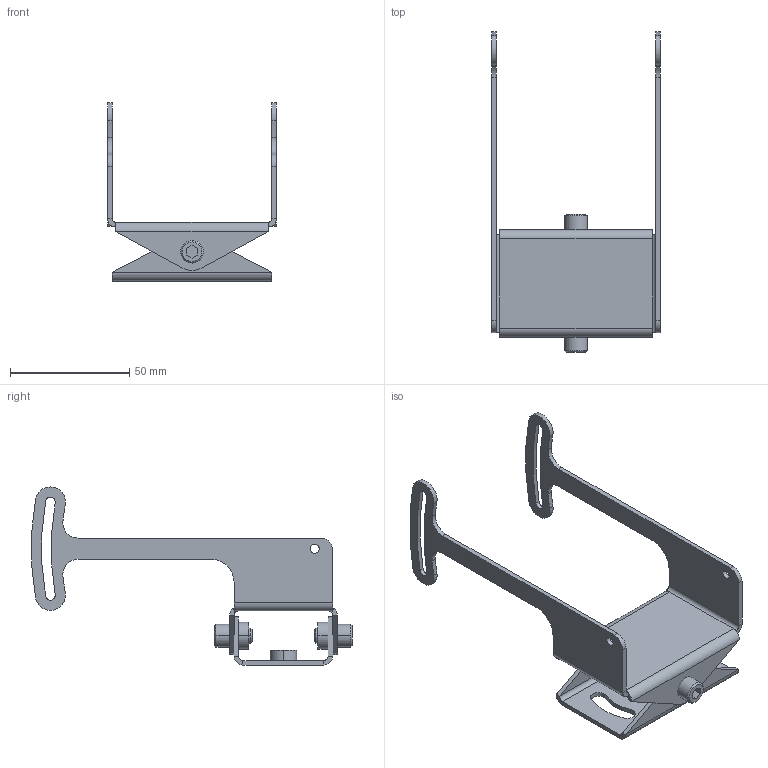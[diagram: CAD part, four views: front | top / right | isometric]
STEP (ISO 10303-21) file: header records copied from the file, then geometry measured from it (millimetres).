
FILE_DESCRIPTION((''),'2;1');
FILE_NAME('155390_ASM','2022-05-27T12:13:13',('PDMAdmin'),('BANNER ENGINEERING'),'CREO PARAMETRIC BY PTC INC, 2019292','CREO PARAMETRIC BY PTC INC, 2019292','');
FILE_SCHEMA(('CONFIG_CONTROL_DESIGN'));
Length unit declared in the file: inch
Products named in the file (6): 125120; 125121; S-0420-0; 125121_ASM; 1_4X3_8_HEX_SHCS; 155390_ASM
Assembly tree (8 placements, depth 3):
  155390_ASM
    125120
    125121_ASM
      125121
      S-0420-0  x3
    1_4X3_8_HEX_SHCS  x2
Bounding box: 70.69 x 134.52 x 74.71 mm (x, y, z)
Volume: 25521.2 mm3; surface area: 30018.9 mm2
Topology: 7 solids, 7 shells, 390 faces, 1027 edges, 666 vertices
Faces by surface type: plane 292, cylinder 90, cone 8
Entity records: 11190 total; most frequent: CARTESIAN_POINT 1943, ORIENTED_EDGE 1906, DIRECTION 1857, EDGE_CURVE 953, VECTOR 793, LINE 793, VERTEX_POINT 618, AXIS2_PLACEMENT_3D 532
